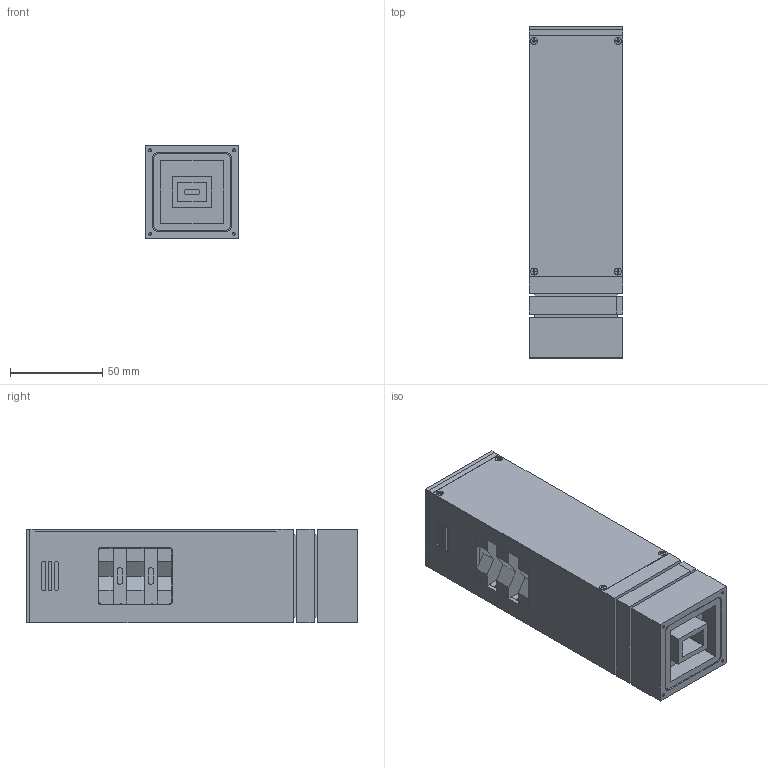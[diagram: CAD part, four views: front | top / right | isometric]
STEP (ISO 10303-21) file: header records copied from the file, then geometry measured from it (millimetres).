
FILE_DESCRIPTION (( 'STEP AP214' ), '1' );
FILE_NAME ('Tower B ASM.STEP', '2021-12-07T16:57:31', ( '' ), ( '' ), 'SwSTEP 2.0', 'SolidWorks 2021', '' );
FILE_SCHEMA (( 'AUTOMOTIVE_DESIGN' ));
Length unit declared in the file: inch
Products named in the file (10): 92010A003_92010A003; Tower Cap - 02; Tower Side Vent Cover; Tower ABD - Body_Tower B; Tower Door; Tower Cap - 01; Tower ABD Base Cap; Tower B ASM; Tower Cap ASM; Holster B
Assembly tree (13 placements, depth 3):
  Tower B ASM
    Tower ABD - Body_Tower B
    Tower Door
    Tower Cap ASM
      Tower Cap - 01
      Tower Cap - 02
    Tower Side Vent Cover  x2
    Holster B
    Tower ABD Base Cap
    92010A003_92010A003  x4
Bounding box: 50.8 x 180 x 50.83 mm (x, y, z)
Volume: 153084.1 mm3; surface area: 109252.4 mm2
Topology: 12 solids, 12 shells, 662 faces, 1805 edges, 1174 vertices
Faces by surface type: plane 338, cylinder 220, cone 92, bspline 12
Entity records: 17080 total; most frequent: CARTESIAN_POINT 4499, ORIENTED_EDGE 2512, DIRECTION 2443, EDGE_CURVE 1256, LINE 871, VECTOR 871, VERTEX_POINT 828, AXIS2_PLACEMENT_3D 786
